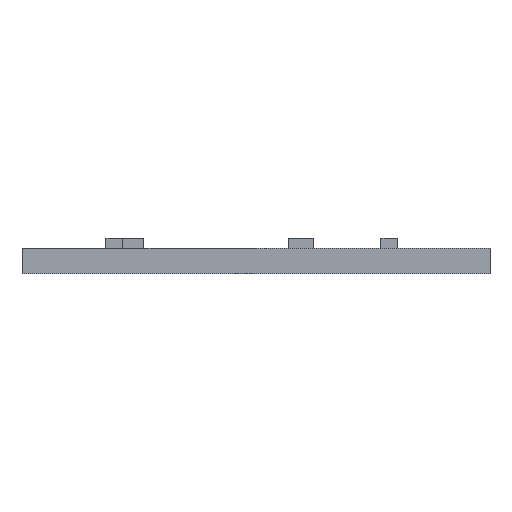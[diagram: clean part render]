
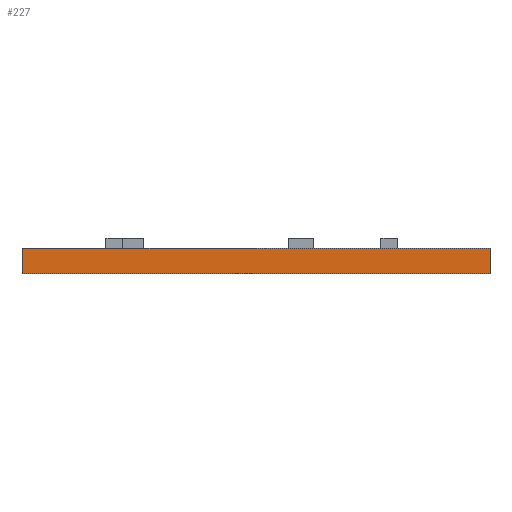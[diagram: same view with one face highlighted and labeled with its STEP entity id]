
A CAD part, front view. The second image highlights one B-rep face of the part: STEP entity #227.
In plain terms, the highlighted planar face has unit normal (0, -1, 0).
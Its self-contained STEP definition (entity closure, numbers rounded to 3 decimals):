
#93 = EDGE_LOOP ( 'NONE', ( #679, #732, #998, #144 ) ) ;
#144 = ORIENTED_EDGE ( 'NONE', *, *, #738, .T. ) ;
#158 = DIRECTION ( 'NONE',  ( 0., 1., 0. ) ) ;
#199 = AXIS2_PLACEMENT_3D ( 'NONE', #513, #158, #259 ) ;
#201 = VECTOR ( 'NONE', #353, 1000. ) ;
#217 = CARTESIAN_POINT ( 'NONE',  ( 0., 0., 6.1 ) ) ;
#227 = ADVANCED_FACE ( 'NONE', ( #836 ), #390, .F. ) ;
#228 = LINE ( 'NONE', #1412, #654 ) ;
#254 = LINE ( 'NONE', #368, #1198 ) ;
#259 = DIRECTION ( 'NONE',  ( 0., 0., 1. ) ) ;
#264 = CARTESIAN_POINT ( 'NONE',  ( 111.5, 0., 6.1 ) ) ;
#353 = DIRECTION ( 'NONE',  ( 0., 0., -1. ) ) ;
#368 = CARTESIAN_POINT ( 'NONE',  ( 111.5, 0., 0. ) ) ;
#390 = PLANE ( 'NONE',  #199 ) ;
#435 = VERTEX_POINT ( 'NONE', #217 ) ;
#473 = VERTEX_POINT ( 'NONE', #1422 ) ;
#474 = EDGE_CURVE ( 'NONE', #473, #552, #709, .T. ) ;
#513 = CARTESIAN_POINT ( 'NONE',  ( 111.5, 0., 6.1 ) ) ;
#552 = VERTEX_POINT ( 'NONE', #729 ) ;
#564 = EDGE_CURVE ( 'NONE', #1309, #552, #254, .T. ) ;
#654 = VECTOR ( 'NONE', #921, 1000. ) ;
#679 = ORIENTED_EDGE ( 'NONE', *, *, #564, .T. ) ;
#709 = LINE ( 'NONE', #264, #201 ) ;
#729 = CARTESIAN_POINT ( 'NONE',  ( 111.5, 0., 0. ) ) ;
#732 = ORIENTED_EDGE ( 'NONE', *, *, #474, .F. ) ;
#738 = EDGE_CURVE ( 'NONE', #435, #1309, #228, .T. ) ;
#836 = FACE_OUTER_BOUND ( 'NONE', #93, .T. ) ;
#840 = DIRECTION ( 'NONE',  ( 1., 0., 0. ) ) ;
#921 = DIRECTION ( 'NONE',  ( 0., 0., -1. ) ) ;
#922 = DIRECTION ( 'NONE',  ( 1., 0., 0. ) ) ;
#994 = EDGE_CURVE ( 'NONE', #435, #473, #1400, .T. ) ;
#998 = ORIENTED_EDGE ( 'NONE', *, *, #994, .F. ) ;
#1198 = VECTOR ( 'NONE', #840, 1000. ) ;
#1309 = VERTEX_POINT ( 'NONE', #1408 ) ;
#1326 = VECTOR ( 'NONE', #922, 1000. ) ;
#1400 = LINE ( 'NONE', #1502, #1326 ) ;
#1408 = CARTESIAN_POINT ( 'NONE',  ( 0., 0., 0. ) ) ;
#1412 = CARTESIAN_POINT ( 'NONE',  ( 0., 0., 6.1 ) ) ;
#1422 = CARTESIAN_POINT ( 'NONE',  ( 111.5, 0., 6.1 ) ) ;
#1502 = CARTESIAN_POINT ( 'NONE',  ( 111.5, 0., 6.1 ) ) ;
